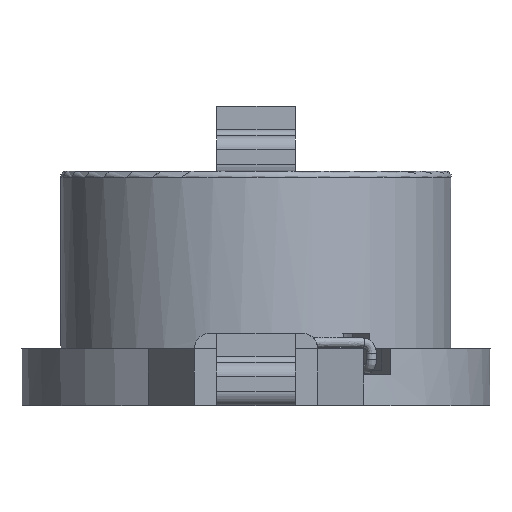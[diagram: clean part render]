
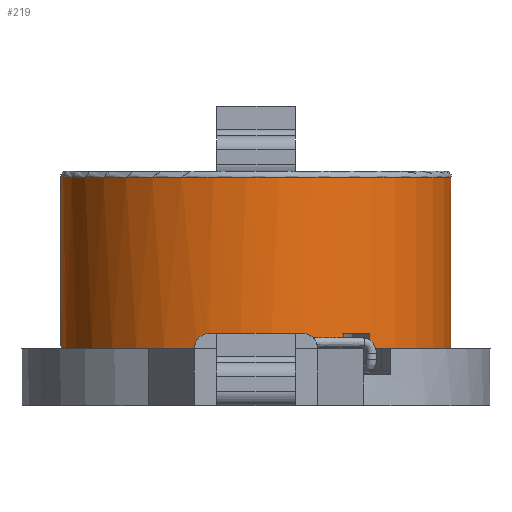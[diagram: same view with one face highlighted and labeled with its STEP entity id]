
A CAD part, front view. The second image highlights one B-rep face of the part: STEP entity #219.
In plain terms, the highlighted cylindrical face has radius 6.35 mm (diameter 12.7 mm), a full revolution.
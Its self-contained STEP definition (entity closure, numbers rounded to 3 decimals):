
#219 = ADVANCED_FACE( '', ( #531, #532 ), #533, .T. );
#531 = FACE_OUTER_BOUND( '', #3001, .T. );
#532 = FACE_OUTER_BOUND( '', #3002, .T. );
#533 = CYLINDRICAL_SURFACE( '', #3003, 6.35 );
#3001 = EDGE_LOOP( '', ( #7083, #7084, #7085, #7086, #7087, #7088, #7089, #7090, #7091, #7092, #7093, #7094, #7095, #7096, #7097, #7098 ) );
#3002 = EDGE_LOOP( '', ( #7099 ) );
#3003 = AXIS2_PLACEMENT_3D( '', #7100, #7101, #7102 );
#7083 = ORIENTED_EDGE( '', *, *, #8157, .T. );
#7084 = ORIENTED_EDGE( '', *, *, #8138, .T. );
#7085 = ORIENTED_EDGE( '', *, *, #8158, .T. );
#7086 = ORIENTED_EDGE( '', *, *, #8159, .T. );
#7087 = ORIENTED_EDGE( '', *, *, #8160, .T. );
#7088 = ORIENTED_EDGE( '', *, *, #8161, .T. );
#7089 = ORIENTED_EDGE( '', *, *, #8162, .T. );
#7090 = ORIENTED_EDGE( '', *, *, #8163, .T. );
#7091 = ORIENTED_EDGE( '', *, *, #8119, .T. );
#7092 = ORIENTED_EDGE( '', *, *, #8164, .T. );
#7093 = ORIENTED_EDGE( '', *, *, #8151, .T. );
#7094 = ORIENTED_EDGE( '', *, *, #8165, .T. );
#7095 = ORIENTED_EDGE( '', *, *, #8166, .T. );
#7096 = ORIENTED_EDGE( '', *, *, #8167, .F. );
#7097 = ORIENTED_EDGE( '', *, *, #8168, .F. );
#7098 = ORIENTED_EDGE( '', *, *, #8169, .F. );
#7099 = ORIENTED_EDGE( '', *, *, #8070, .T. );
#7100 = CARTESIAN_POINT( '', ( 0., 0., -6.47 ) );
#7101 = DIRECTION( '', ( 0., 0., -1. ) );
#7102 = DIRECTION( '', ( 1., 0., 0. ) );
#8070 = EDGE_CURVE( '', #8545, #8545, #8546, .T. );
#8119 = EDGE_CURVE( '', #8630, #8628, #8631, .T. );
#8138 = EDGE_CURVE( '', #8662, #8660, #8663, .T. );
#8151 = EDGE_CURVE( '', #8683, #8681, #8684, .T. );
#8157 = EDGE_CURVE( '', #8692, #8662, #8693, .T. );
#8158 = EDGE_CURVE( '', #8660, #8694, #8695, .T. );
#8159 = EDGE_CURVE( '', #8694, #8696, #8697, .T. );
#8160 = EDGE_CURVE( '', #8696, #8698, #8699, .T. );
#8161 = EDGE_CURVE( '', #8698, #8700, #8701, .T. );
#8162 = EDGE_CURVE( '', #8700, #8702, #8703, .T. );
#8163 = EDGE_CURVE( '', #8702, #8630, #8704, .F. );
#8164 = EDGE_CURVE( '', #8628, #8683, #8705, .T. );
#8165 = EDGE_CURVE( '', #8681, #8706, #8707, .T. );
#8166 = EDGE_CURVE( '', #8706, #8708, #8709, .T. );
#8167 = EDGE_CURVE( '', #8710, #8708, #8711, .F. );
#8168 = EDGE_CURVE( '', #8712, #8710, #8713, .T. );
#8169 = EDGE_CURVE( '', #8692, #8712, #8714, .T. );
#8545 = VERTEX_POINT( '', #9378 );
#8546 = CIRCLE( '', #9379, 6.35 );
#8628 = VERTEX_POINT( '', #9800 );
#8630 = VERTEX_POINT( '', #9803 );
#8631 = CIRCLE( '', #9804, 6.35 );
#8660 = VERTEX_POINT( '', #9842 );
#8662 = VERTEX_POINT( '', #9845 );
#8663 = B_SPLINE_CURVE_WITH_KNOTS( '', 3, ( #9846, #9847, #9848, #9849, #9850, #9851 ), .UNSPECIFIED., .F., .F., ( 4, 2, 4 ), ( 0., 0., 0.001 ), .UNSPECIFIED. );
#8681 = VERTEX_POINT( '', #9877 );
#8683 = VERTEX_POINT( '', #9880 );
#8684 = CIRCLE( '', #9881, 6.35 );
#8692 = VERTEX_POINT( '', #9893 );
#8693 = CIRCLE( '', #9894, 6.35 );
#8694 = VERTEX_POINT( '', #9895 );
#8695 = CIRCLE( '', #9896, 6.35 );
#8696 = VERTEX_POINT( '', #9897 );
#8697 = B_SPLINE_CURVE_WITH_KNOTS( '', 3, ( #9898, #9899, #9900, #9901, #9902, #9903 ), .UNSPECIFIED., .F., .F., ( 4, 2, 4 ), ( 0., 0., 0.001 ), .UNSPECIFIED. );
#8698 = VERTEX_POINT( '', #9904 );
#8699 = CIRCLE( '', #9905, 6.35 );
#8700 = VERTEX_POINT( '', #9906 );
#8701 = LINE( '', #9907, #9908 );
#8702 = VERTEX_POINT( '', #9909 );
#8703 = CIRCLE( '', #9910, 6.35 );
#8704 = LINE( '', #9911, #9912 );
#8705 = B_SPLINE_CURVE_WITH_KNOTS( '', 3, ( #9913, #9914, #9915, #9916, #9917, #9918 ), .UNSPECIFIED., .F., .F., ( 4, 2, 4 ), ( 0., 0., 0.001 ), .UNSPECIFIED. );
#8706 = VERTEX_POINT( '', #9919 );
#8707 = B_SPLINE_CURVE_WITH_KNOTS( '', 3, ( #9920, #9921, #9922, #9923, #9924, #9925 ), .UNSPECIFIED., .F., .F., ( 4, 2, 4 ), ( 0., 0., 0.001 ), .UNSPECIFIED. );
#8708 = VERTEX_POINT( '', #9926 );
#8709 = CIRCLE( '', #9927, 6.35 );
#8710 = VERTEX_POINT( '', #9928 );
#8711 = LINE( '', #9929, #9930 );
#8712 = VERTEX_POINT( '', #9931 );
#8713 = CIRCLE( '', #9932, 6.35 );
#8714 = LINE( '', #9933, #9934 );
#9378 = CARTESIAN_POINT( '', ( -6.35, 0., -0.2 ) );
#9379 = AXIS2_PLACEMENT_3D( '', #11179, #11180, #11181 );
#9800 = CARTESIAN_POINT( '', ( -2., -6.027, -5.77 ) );
#9803 = CARTESIAN_POINT( '', ( -3.699, 5.161, -5.77 ) );
#9804 = AXIS2_PLACEMENT_3D( '', #11214, #11215, #11216 );
#9842 = CARTESIAN_POINT( '', ( 1.5, 6.17, -5.27 ) );
#9845 = CARTESIAN_POINT( '', ( 2., 6.027, -5.77 ) );
#9846 = CARTESIAN_POINT( '', ( 2., 6.027, -5.77 ) );
#9847 = CARTESIAN_POINT( '', ( 2., 6.027, -5.635 ) );
#9848 = CARTESIAN_POINT( '', ( 1.943, 6.046, -5.505 ) );
#9849 = CARTESIAN_POINT( '', ( 1.758, 6.102, -5.323 ) );
#9850 = CARTESIAN_POINT( '', ( 1.631, 6.139, -5.27 ) );
#9851 = CARTESIAN_POINT( '', ( 1.5, 6.17, -5.27 ) );
#9877 = CARTESIAN_POINT( '', ( 1.5, -6.17, -5.27 ) );
#9880 = CARTESIAN_POINT( '', ( -1.5, -6.17, -5.27 ) );
#9881 = AXIS2_PLACEMENT_3D( '', #11251, #11252, #11253 );
#9893 = CARTESIAN_POINT( '', ( 3.699, -5.161, -5.77 ) );
#9894 = AXIS2_PLACEMENT_3D( '', #11258, #11259, #11260 );
#9895 = CARTESIAN_POINT( '', ( -1.5, 6.17, -5.27 ) );
#9896 = AXIS2_PLACEMENT_3D( '', #11261, #11262, #11263 );
#9897 = CARTESIAN_POINT( '', ( -2., 6.027, -5.77 ) );
#9898 = CARTESIAN_POINT( '', ( -1.5, 6.17, -5.27 ) );
#9899 = CARTESIAN_POINT( '', ( -1.631, 6.138, -5.27 ) );
#9900 = CARTESIAN_POINT( '', ( -1.758, 6.103, -5.322 ) );
#9901 = CARTESIAN_POINT( '', ( -1.943, 6.046, -5.505 ) );
#9902 = CARTESIAN_POINT( '', ( -2., 6.027, -5.635 ) );
#9903 = CARTESIAN_POINT( '', ( -2., 6.027, -5.77 ) );
#9904 = CARTESIAN_POINT( '', ( -2.842, 5.678, -5.77 ) );
#9905 = AXIS2_PLACEMENT_3D( '', #11264, #11265, #11266 );
#9906 = CARTESIAN_POINT( '', ( -2.842, 5.678, -5.27 ) );
#9907 = CARTESIAN_POINT( '', ( -2.842, 5.678, -6.47 ) );
#9908 = VECTOR( '', #11267, 1000. );
#9909 = CARTESIAN_POINT( '', ( -3.699, 5.161, -5.27 ) );
#9910 = AXIS2_PLACEMENT_3D( '', #11268, #11269, #11270 );
#9911 = CARTESIAN_POINT( '', ( -3.699, 5.161, -6.47 ) );
#9912 = VECTOR( '', #11271, 1000. );
#9913 = CARTESIAN_POINT( '', ( -2., -6.027, -5.77 ) );
#9914 = CARTESIAN_POINT( '', ( -2., -6.027, -5.635 ) );
#9915 = CARTESIAN_POINT( '', ( -1.943, -6.046, -5.505 ) );
#9916 = CARTESIAN_POINT( '', ( -1.758, -6.102, -5.323 ) );
#9917 = CARTESIAN_POINT( '', ( -1.631, -6.139, -5.27 ) );
#9918 = CARTESIAN_POINT( '', ( -1.5, -6.17, -5.27 ) );
#9919 = CARTESIAN_POINT( '', ( 2., -6.027, -5.77 ) );
#9920 = CARTESIAN_POINT( '', ( 1.5, -6.17, -5.27 ) );
#9921 = CARTESIAN_POINT( '', ( 1.631, -6.138, -5.27 ) );
#9922 = CARTESIAN_POINT( '', ( 1.758, -6.103, -5.322 ) );
#9923 = CARTESIAN_POINT( '', ( 1.943, -6.046, -5.505 ) );
#9924 = CARTESIAN_POINT( '', ( 2., -6.027, -5.635 ) );
#9925 = CARTESIAN_POINT( '', ( 2., -6.027, -5.77 ) );
#9926 = CARTESIAN_POINT( '', ( 2.842, -5.678, -5.77 ) );
#9927 = AXIS2_PLACEMENT_3D( '', #11272, #11273, #11274 );
#9928 = CARTESIAN_POINT( '', ( 2.842, -5.678, -5.27 ) );
#9929 = CARTESIAN_POINT( '', ( 2.842, -5.678, -6.47 ) );
#9930 = VECTOR( '', #11275, 1000. );
#9931 = CARTESIAN_POINT( '', ( 3.699, -5.161, -5.27 ) );
#9932 = AXIS2_PLACEMENT_3D( '', #11276, #11277, #11278 );
#9933 = CARTESIAN_POINT( '', ( 3.699, -5.161, -6.47 ) );
#9934 = VECTOR( '', #11279, 1000. );
#11179 = CARTESIAN_POINT( '', ( 0., 0., -0.2 ) );
#11180 = DIRECTION( '', ( 0., 0., -1. ) );
#11181 = DIRECTION( '', ( -1., 0., 0. ) );
#11214 = CARTESIAN_POINT( '', ( 0., 0., -5.77 ) );
#11215 = DIRECTION( '', ( 0., 0., 1. ) );
#11216 = DIRECTION( '', ( 1., 0., 0. ) );
#11251 = CARTESIAN_POINT( '', ( 0., 0., -5.27 ) );
#11252 = DIRECTION( '', ( 0., 0., 1. ) );
#11253 = DIRECTION( '', ( 1., 0., 0. ) );
#11258 = CARTESIAN_POINT( '', ( 0., 0., -5.77 ) );
#11259 = DIRECTION( '', ( 0., 0., 1. ) );
#11260 = DIRECTION( '', ( -1., 0., 0. ) );
#11261 = CARTESIAN_POINT( '', ( 0., 0., -5.27 ) );
#11262 = DIRECTION( '', ( 0., 0., 1. ) );
#11263 = DIRECTION( '', ( 1., 0., 0. ) );
#11264 = CARTESIAN_POINT( '', ( 0., 0., -5.77 ) );
#11265 = DIRECTION( '', ( 0., 0., 1. ) );
#11266 = DIRECTION( '', ( -1., 0., 0. ) );
#11267 = DIRECTION( '', ( 0., 0., 1. ) );
#11268 = CARTESIAN_POINT( '', ( 0., 0., -5.27 ) );
#11269 = DIRECTION( '', ( 0., 0., 1. ) );
#11270 = DIRECTION( '', ( 1., 0., 0. ) );
#11271 = DIRECTION( '', ( 0., 0., 1. ) );
#11272 = CARTESIAN_POINT( '', ( 0., 0., -5.77 ) );
#11273 = DIRECTION( '', ( 0., 0., 1. ) );
#11274 = DIRECTION( '', ( 1., 0., 0. ) );
#11275 = DIRECTION( '', ( 0., 0., 1. ) );
#11276 = CARTESIAN_POINT( '', ( 0., 0., -5.27 ) );
#11277 = DIRECTION( '', ( 0., 0., -1. ) );
#11278 = DIRECTION( '', ( -1., 0., 0. ) );
#11279 = DIRECTION( '', ( 0., 0., 1. ) );
